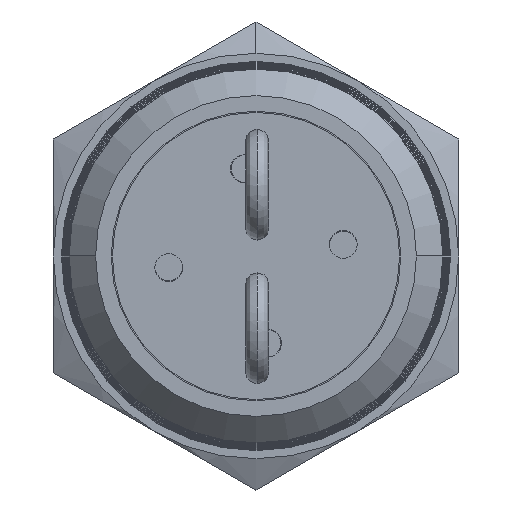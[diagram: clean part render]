
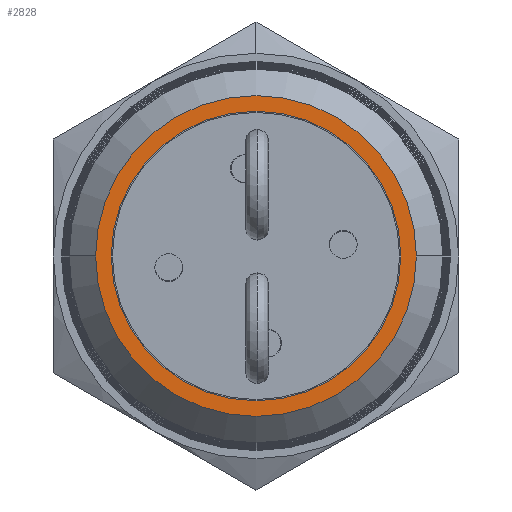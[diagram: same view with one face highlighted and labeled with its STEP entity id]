
A CAD part, front view. The second image highlights one B-rep face of the part: STEP entity #2828.
In plain terms, the highlighted planar face has unit normal (0, -1, 0).
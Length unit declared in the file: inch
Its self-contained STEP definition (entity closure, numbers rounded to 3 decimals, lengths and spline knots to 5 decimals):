
#2748 = CIRCLE ( 'NONE', #7412, 0.3125 ) ;
#2828 = ADVANCED_FACE ( 'NONE', ( #10019, #12102 ), #9812, .T. ) ;
#4196 = ORIENTED_EDGE ( 'NONE', *, *, #12166, .T. ) ;
#4385 = AXIS2_PLACEMENT_3D ( 'NONE', #9816, #9813, #9815 ) ;
#4761 = CARTESIAN_POINT ( 'NONE',  ( -0.0025, -1.50726, 0.00104 ) ) ;
#4762 = DIRECTION ( 'NONE',  ( 0., 1., 0. ) ) ;
#4763 = DIRECTION ( 'NONE',  ( 1., 0., 0. ) ) ;
#5356 = CARTESIAN_POINT ( 'NONE',  ( 0.31, -1.50726, 0.00104 ) ) ;
#5358 = CARTESIAN_POINT ( 'NONE',  ( 0.34381, -1.50726, 0.00104 ) ) ;
#5359 = CARTESIAN_POINT ( 'NONE',  ( -0.34881, -1.50726, 0.00104 ) ) ;
#5367 = CARTESIAN_POINT ( 'NONE',  ( -0.315, -1.50726, 0.00104 ) ) ;
#7412 = AXIS2_PLACEMENT_3D ( 'NONE', #4761, #4762, #4763 ) ;
#7455 = AXIS2_PLACEMENT_3D ( 'NONE', #11642, #11643, #11644 ) ;
#7500 = AXIS2_PLACEMENT_3D ( 'NONE', #7703, #7704, #7705 ) ;
#7503 = AXIS2_PLACEMENT_3D ( 'NONE', #7715, #7716, #7717 ) ;
#7703 = CARTESIAN_POINT ( 'NONE',  ( -0.0025, -1.50726, 0.00104 ) ) ;
#7704 = DIRECTION ( 'NONE',  ( 0., -1., 0. ) ) ;
#7705 = DIRECTION ( 'NONE',  ( -1., 0., 0. ) ) ;
#7715 = CARTESIAN_POINT ( 'NONE',  ( -0.0025, -1.50726, 0.00104 ) ) ;
#7716 = DIRECTION ( 'NONE',  ( 0., 1., 0. ) ) ;
#7717 = DIRECTION ( 'NONE',  ( 1., 0., 0. ) ) ;
#9812 = PLANE ( 'NONE',  #4385 ) ;
#9813 = DIRECTION ( 'NONE',  ( 0., -1., 0. ) ) ;
#9815 = DIRECTION ( 'NONE',  ( 1., 0., 0. ) ) ;
#9816 = CARTESIAN_POINT ( 'NONE',  ( -0.0025, -1.50726, -0.17211 ) ) ;
#10019 = FACE_OUTER_BOUND ( 'NONE', #10378, .T. ) ;
#10020 = EDGE_LOOP ( 'NONE', ( #10367, #12101 ) ) ;
#10071 = VERTEX_POINT ( 'NONE', #5356 ) ;
#10073 = VERTEX_POINT ( 'NONE', #5358 ) ;
#10074 = VERTEX_POINT ( 'NONE', #5359 ) ;
#10082 = VERTEX_POINT ( 'NONE', #5367 ) ;
#10367 = ORIENTED_EDGE ( 'NONE', *, *, #11454, .T. ) ;
#10378 = EDGE_LOOP ( 'NONE', ( #12060, #4196 ) ) ;
#11181 = CIRCLE ( 'NONE', #7455, 0.34631 ) ;
#11322 = CIRCLE ( 'NONE', #7500, 0.34631 ) ;
#11328 = CIRCLE ( 'NONE', #7503, 0.3125 ) ;
#11454 = EDGE_CURVE ( 'NONE', #10071, #10082, #2748, .T. ) ;
#11642 = CARTESIAN_POINT ( 'NONE',  ( -0.0025, -1.50726, 0.00104 ) ) ;
#11643 = DIRECTION ( 'NONE',  ( 0., -1., 0. ) ) ;
#11644 = DIRECTION ( 'NONE',  ( -1., 0., 0. ) ) ;
#12060 = ORIENTED_EDGE ( 'NONE', *, *, #12279, .T. ) ;
#12101 = ORIENTED_EDGE ( 'NONE', *, *, #12282, .T. ) ;
#12102 = FACE_BOUND ( 'NONE', #10020, .T. ) ;
#12166 = EDGE_CURVE ( 'NONE', #10073, #10074, #11181, .T. ) ;
#12279 = EDGE_CURVE ( 'NONE', #10074, #10073, #11322, .T. ) ;
#12282 = EDGE_CURVE ( 'NONE', #10082, #10071, #11328, .T. ) ;
